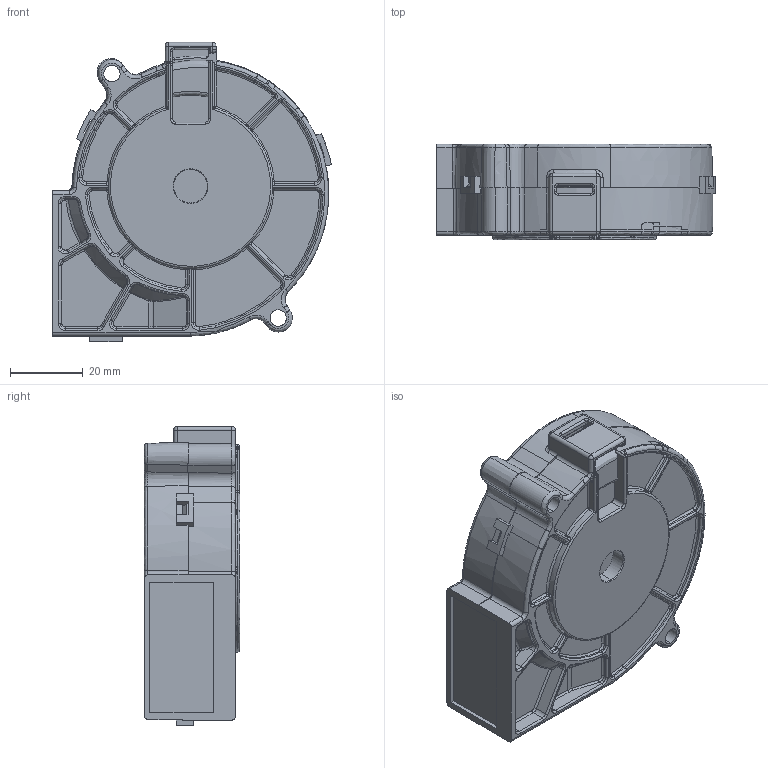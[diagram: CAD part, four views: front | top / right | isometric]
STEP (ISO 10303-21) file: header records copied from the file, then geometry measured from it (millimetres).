
FILE_DESCRIPTION (( 'STEP AP203' ), '1' );
FILE_NAME ('BFB0712HHD77-3D.STP', '2018-04-18T17:21:35', ( '' ), ( '' ), 'SwSTEP 2.0', 'SolidWorks 2017', '' );
FILE_SCHEMA (( 'CONFIG_CONTROL_DESIGN' ));
Products named in the file (1): BFB0712HHD77-3D
Bounding box: 76.52 x 26.23 x 82.17 mm (x, y, z)
Surface area: 20095.8 mm2 (no closed solid volume)
Topology: 0 solids, 2 shells, 671 faces, 1775 edges, 1045 vertices
Faces by surface type: bspline 267, cylinder 241, plane 146, cone 17
Entity records: 31253 total; most frequent: CARTESIAN_POINT 18063, ORIENTED_EDGE 3458, DIRECTION 1818, EDGE_CURVE 1730, VERTEX_POINT 1045, B_SPLINE_CURVE_WITH_KNOTS 814, AXIS2_PLACEMENT_3D 727, EDGE_LOOP 682
